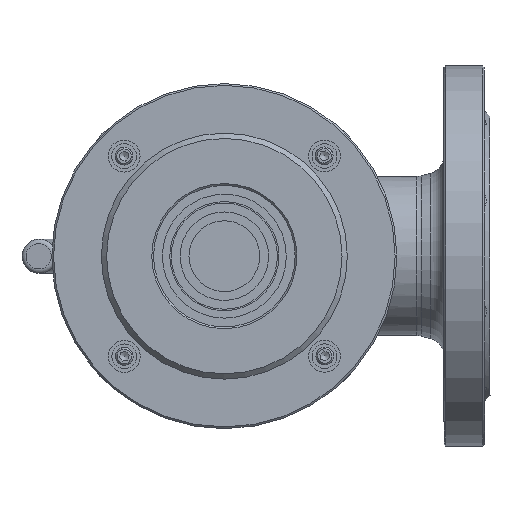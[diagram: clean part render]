
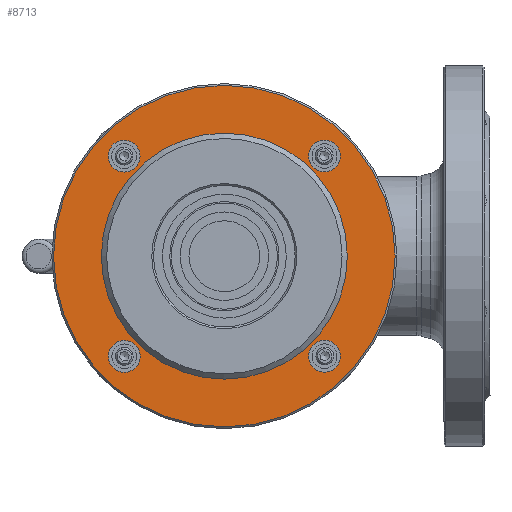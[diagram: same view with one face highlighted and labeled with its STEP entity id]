
A CAD part, front view. The second image highlights one B-rep face of the part: STEP entity #8713.
In plain terms, the highlighted planar face has unit normal (0, -1, 0).
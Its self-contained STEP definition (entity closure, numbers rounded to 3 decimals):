
#460=FACE_BOUND('',#1454,.T.);
#461=FACE_BOUND('',#1455,.T.);
#462=FACE_BOUND('',#1456,.T.);
#463=FACE_BOUND('',#1457,.T.);
#464=FACE_BOUND('',#1458,.T.);
#550=PLANE('',#9481);
#930=FACE_OUTER_BOUND('',#1453,.T.);
#1453=EDGE_LOOP('',(#5782));
#1454=EDGE_LOOP('',(#5783));
#1455=EDGE_LOOP('',(#5784));
#1456=EDGE_LOOP('',(#5785));
#1457=EDGE_LOOP('',(#5786));
#1458=EDGE_LOOP('',(#5787));
#3226=CIRCLE('',#9480,96.5);
#3227=CIRCLE('',#9482,69.5);
#3228=CIRCLE('',#9483,9.);
#3229=CIRCLE('',#9484,9.);
#3230=CIRCLE('',#9485,9.);
#3231=CIRCLE('',#9486,9.);
#3678=VERTEX_POINT('',#12958);
#3679=VERTEX_POINT('',#12962);
#3680=VERTEX_POINT('',#12964);
#3681=VERTEX_POINT('',#12966);
#3682=VERTEX_POINT('',#12968);
#3683=VERTEX_POINT('',#12970);
#4497=EDGE_CURVE('',#3678,#3678,#3226,.T.);
#4499=EDGE_CURVE('',#3679,#3679,#3227,.T.);
#4500=EDGE_CURVE('',#3680,#3680,#3228,.T.);
#4501=EDGE_CURVE('',#3681,#3681,#3229,.T.);
#4502=EDGE_CURVE('',#3682,#3682,#3230,.T.);
#4503=EDGE_CURVE('',#3683,#3683,#3231,.T.);
#5782=ORIENTED_EDGE('',*,*,#4497,.F.);
#5783=ORIENTED_EDGE('',*,*,#4499,.F.);
#5784=ORIENTED_EDGE('',*,*,#4500,.T.);
#5785=ORIENTED_EDGE('',*,*,#4501,.T.);
#5786=ORIENTED_EDGE('',*,*,#4502,.T.);
#5787=ORIENTED_EDGE('',*,*,#4503,.T.);
#8713=ADVANCED_FACE('',(#930,#460,#461,#462,#463,#464),#550,.T.);
#9480=AXIS2_PLACEMENT_3D('',#12959,#10460,#10461);
#9481=AXIS2_PLACEMENT_3D('',#12961,#10463,#10464);
#9482=AXIS2_PLACEMENT_3D('',#12963,#10465,#10466);
#9483=AXIS2_PLACEMENT_3D('',#12965,#10467,#10468);
#9484=AXIS2_PLACEMENT_3D('',#12967,#10469,#10470);
#9485=AXIS2_PLACEMENT_3D('',#12969,#10471,#10472);
#9486=AXIS2_PLACEMENT_3D('',#12971,#10473,#10474);
#10460=DIRECTION('center_axis',(0.,1.,0.));
#10461=DIRECTION('ref_axis',(-1.,0.,0.));
#10463=DIRECTION('center_axis',(0.,-1.,0.));
#10464=DIRECTION('ref_axis',(0.,0.,-1.));
#10465=DIRECTION('center_axis',(0.,-1.,0.));
#10466=DIRECTION('ref_axis',(-1.,0.,0.));
#10467=DIRECTION('center_axis',(0.,1.,0.));
#10468=DIRECTION('ref_axis',(-1.,0.,0.));
#10469=DIRECTION('center_axis',(0.,1.,0.));
#10470=DIRECTION('ref_axis',(-1.,0.,0.));
#10471=DIRECTION('center_axis',(0.,1.,0.));
#10472=DIRECTION('ref_axis',(-1.,0.,0.));
#10473=DIRECTION('center_axis',(0.,1.,0.));
#10474=DIRECTION('ref_axis',(-1.,0.,0.));
#12958=CARTESIAN_POINT('',(96.5,8.,0.));
#12959=CARTESIAN_POINT('Origin',(0.,8.,0.));
#12961=CARTESIAN_POINT('Origin',(0.,8.,0.));
#12962=CARTESIAN_POINT('',(69.5,8.,0.));
#12963=CARTESIAN_POINT('Origin',(0.,8.,0.));
#12964=CARTESIAN_POINT('',(65.569,8.,56.569));
#12965=CARTESIAN_POINT('Origin',(56.569,8.,56.569));
#12966=CARTESIAN_POINT('',(-47.569,8.,56.569));
#12967=CARTESIAN_POINT('Origin',(-56.569,8.,56.569));
#12968=CARTESIAN_POINT('',(-47.569,8.,-56.569));
#12969=CARTESIAN_POINT('Origin',(-56.569,8.,-56.569));
#12970=CARTESIAN_POINT('',(65.569,8.,-56.569));
#12971=CARTESIAN_POINT('Origin',(56.569,8.,-56.569));
